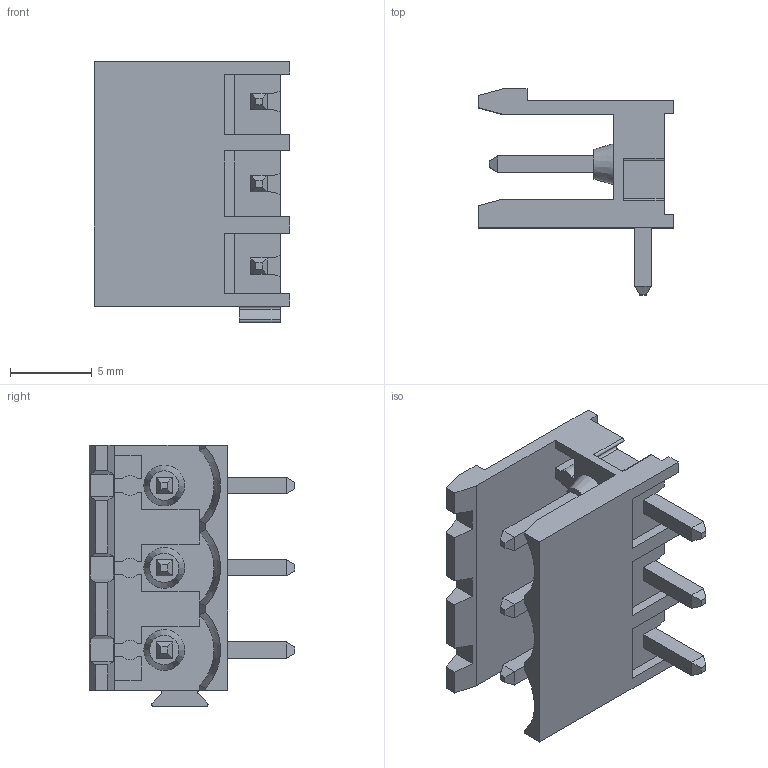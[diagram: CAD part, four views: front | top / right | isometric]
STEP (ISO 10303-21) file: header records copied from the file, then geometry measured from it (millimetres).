
FILE_DESCRIPTION(('STEP AP214'),'1');
FILE_NAME('PV03-5-H-M.stp','2020-12-16T15:25:46',(' '),(' '),'Spatial InterOp 3D',' ',' ');
FILE_SCHEMA(('AUTOMOTIVE_DESIGN { 1 0 10303 214 1 1 1 1 }'));
Length unit declared in the file: metre
Products named in the file (1): 1608131185
Bounding box: 12 x 12.6 x 16 mm (x, y, z)
Volume: 574.5 mm3; surface area: 1269.6 mm2
Topology: 1 solids, 1 shells, 224 faces, 601 edges, 385 vertices
Faces by surface type: plane 198, cylinder 20, cone 6
Entity records: 8629 total; most frequent: CARTESIAN_POINT 1224, ORIENTED_EDGE 1194, DIRECTION 1090, EDGE_CURVE 597, LINE 542, VECTOR 542, VERTEX_POINT 384, AXIS2_PLACEMENT_3D 274
